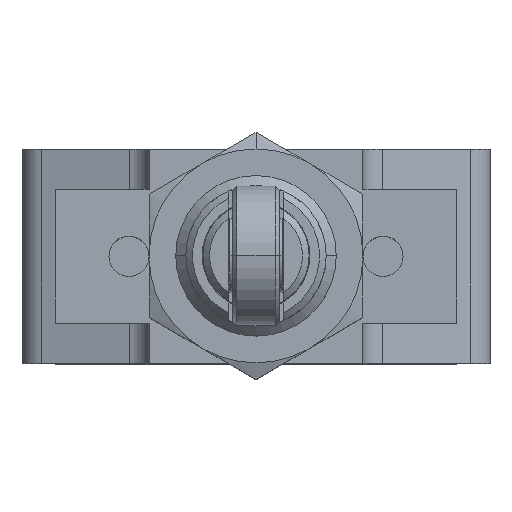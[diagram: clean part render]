
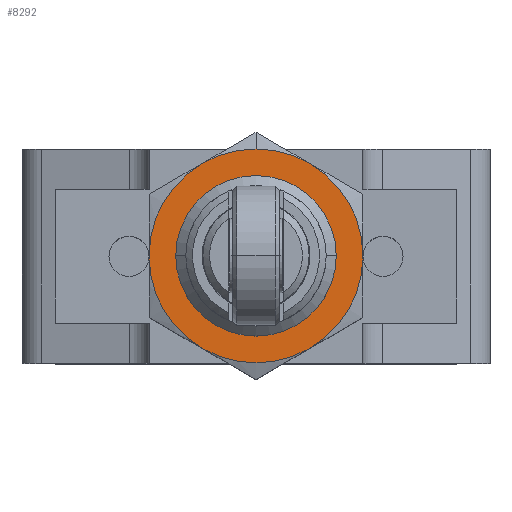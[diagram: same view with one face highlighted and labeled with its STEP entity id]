
A CAD part, top view. The second image highlights one B-rep face of the part: STEP entity #8292.
In plain terms, the highlighted planar face has unit normal (0, 0, 1).
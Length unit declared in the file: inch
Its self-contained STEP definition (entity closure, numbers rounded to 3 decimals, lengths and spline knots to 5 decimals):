
#109 = ORIENTED_EDGE ( 'NONE', *, *, #677, .T. ) ;
#677 = EDGE_CURVE ( 'NONE', #2835, #6548, #4709, .T. ) ;
#776 = CIRCLE ( 'NONE', #6663, 0.31496 ) ;
#803 = CARTESIAN_POINT ( 'NONE',  ( 0., -0.31496, 0.99213 ) ) ;
#951 = CARTESIAN_POINT ( 'NONE',  ( 0., -0.31496, 0.99213 ) ) ;
#968 = CIRCLE ( 'NONE', #1600, 0.31496 ) ;
#1006 = DIRECTION ( 'NONE',  ( 1., 0., 0. ) ) ;
#1062 = CARTESIAN_POINT ( 'NONE',  ( 0., -0.31496, 0.99213 ) ) ;
#1135 = EDGE_CURVE ( 'NONE', #3376, #6554, #4817, .T. ) ;
#1234 = DIRECTION ( 'NONE',  ( 0., 1., 0. ) ) ;
#1329 = VERTEX_POINT ( 'NONE', #6209 ) ;
#1355 = CARTESIAN_POINT ( 'NONE',  ( 0., -0.31496, 0.99213 ) ) ;
#1600 = AXIS2_PLACEMENT_3D ( 'NONE', #951, #4516, #5276 ) ;
#1656 = CARTESIAN_POINT ( 'NONE',  ( 0.15748, -0.58772, 0.99213 ) ) ;
#1797 = AXIS2_PLACEMENT_3D ( 'NONE', #3584, #9658, #4411 ) ;
#1916 = DIRECTION ( 'NONE',  ( 0., 0., 1. ) ) ;
#1950 = ORIENTED_EDGE ( 'NONE', *, *, #3142, .T. ) ;
#1984 = ORIENTED_EDGE ( 'NONE', *, *, #2705, .T. ) ;
#2611 = AXIS2_PLACEMENT_3D ( 'NONE', #9164, #8368, #4835 ) ;
#2705 = EDGE_CURVE ( 'NONE', #5314, #1329, #8785, .T. ) ;
#2806 = DIRECTION ( 'NONE',  ( 0., 1., 0. ) ) ;
#2835 = VERTEX_POINT ( 'NONE', #6730 ) ;
#2880 = CIRCLE ( 'NONE', #1797, 0.23622 ) ;
#3142 = EDGE_CURVE ( 'NONE', #6554, #2835, #968, .T. ) ;
#3376 = VERTEX_POINT ( 'NONE', #8146 ) ;
#3555 = EDGE_LOOP ( 'NONE', ( #11212, #7240 ) ) ;
#3576 = DIRECTION ( 'NONE',  ( 0., 1., 0. ) ) ;
#3584 = CARTESIAN_POINT ( 'NONE',  ( 0., -0.31496, 0.99213 ) ) ;
#3620 = FACE_OUTER_BOUND ( 'NONE', #8710, .T. ) ;
#3659 = AXIS2_PLACEMENT_3D ( 'NONE', #1062, #8054, #2806 ) ;
#3709 = EDGE_CURVE ( 'NONE', #5129, #3376, #8792, .T. ) ;
#3841 = DIRECTION ( 'NONE',  ( 0., 0., 1. ) ) ;
#4285 = DIRECTION ( 'NONE',  ( 0., -1., 0. ) ) ;
#4411 = DIRECTION ( 'NONE',  ( 0., 1., 0. ) ) ;
#4516 = DIRECTION ( 'NONE',  ( 0., 0., 1. ) ) ;
#4594 = DIRECTION ( 'NONE',  ( 0., 0., 1. ) ) ;
#4666 = CARTESIAN_POINT ( 'NONE',  ( 0., -0.55118, 0.99213 ) ) ;
#4709 = CIRCLE ( 'NONE', #7893, 0.31496 ) ;
#4817 = CIRCLE ( 'NONE', #5911, 0.31496 ) ;
#4835 = DIRECTION ( 'NONE',  ( 1., 0., 0. ) ) ;
#4953 = PLANE ( 'NONE',  #10190 ) ;
#5048 = ORIENTED_EDGE ( 'NONE', *, *, #10964, .T. ) ;
#5129 = VERTEX_POINT ( 'NONE', #9269 ) ;
#5206 = CARTESIAN_POINT ( 'NONE',  ( 0., -0.31496, 0.99213 ) ) ;
#5276 = DIRECTION ( 'NONE',  ( 0., 1., 0. ) ) ;
#5314 = VERTEX_POINT ( 'NONE', #8427 ) ;
#5720 = EDGE_CURVE ( 'NONE', #1329, #5129, #776, .T. ) ;
#5911 = AXIS2_PLACEMENT_3D ( 'NONE', #1355, #9229, #10110 ) ;
#6209 = CARTESIAN_POINT ( 'NONE',  ( 0.15748, -0.0422, 0.99213 ) ) ;
#6306 = ORIENTED_EDGE ( 'NONE', *, *, #5720, .T. ) ;
#6548 = VERTEX_POINT ( 'NONE', #1656 ) ;
#6554 = VERTEX_POINT ( 'NONE', #10445 ) ;
#6663 = AXIS2_PLACEMENT_3D ( 'NONE', #803, #10525, #3576 ) ;
#6730 = CARTESIAN_POINT ( 'NONE',  ( -0.15748, -0.58772, 0.99213 ) ) ;
#6771 = FACE_BOUND ( 'NONE', #3555, .T. ) ;
#7240 = ORIENTED_EDGE ( 'NONE', *, *, #9305, .T. ) ;
#7860 = CARTESIAN_POINT ( 'NONE',  ( 0., -0.07874, 0.99213 ) ) ;
#7893 = AXIS2_PLACEMENT_3D ( 'NONE', #9063, #3841, #1234 ) ;
#7966 = AXIS2_PLACEMENT_3D ( 'NONE', #7998, #1916, #1006 ) ;
#7978 = CIRCLE ( 'NONE', #7966, 0.31496 ) ;
#7998 = CARTESIAN_POINT ( 'NONE',  ( 0., -0.31496, 0.99213 ) ) ;
#8054 = DIRECTION ( 'NONE',  ( 0., 0., -1. ) ) ;
#8146 = CARTESIAN_POINT ( 'NONE',  ( -0.15748, -0.0422, 0.99213 ) ) ;
#8162 = CIRCLE ( 'NONE', #3659, 0.23622 ) ;
#8292 = ADVANCED_FACE ( 'NONE', ( #6771, #3620 ), #4953, .T. ) ;
#8368 = DIRECTION ( 'NONE',  ( 0., 0., 1. ) ) ;
#8427 = CARTESIAN_POINT ( 'NONE',  ( 0.31496, -0.31496, 0.99213 ) ) ;
#8689 = AXIS2_PLACEMENT_3D ( 'NONE', #10714, #4594, #9790 ) ;
#8710 = EDGE_LOOP ( 'NONE', ( #109, #5048, #1984, #6306, #10969, #9332, #1950 ) ) ;
#8785 = CIRCLE ( 'NONE', #2611, 0.31496 ) ;
#8792 = CIRCLE ( 'NONE', #8689, 0.31496 ) ;
#9015 = VERTEX_POINT ( 'NONE', #7860 ) ;
#9063 = CARTESIAN_POINT ( 'NONE',  ( 0., -0.31496, 0.99213 ) ) ;
#9164 = CARTESIAN_POINT ( 'NONE',  ( 0., -0.31496, 0.99213 ) ) ;
#9229 = DIRECTION ( 'NONE',  ( 0., 0., 1. ) ) ;
#9269 = CARTESIAN_POINT ( 'NONE',  ( 0., 0., 0.99213 ) ) ;
#9305 = EDGE_CURVE ( 'NONE', #10518, #9015, #2880, .T. ) ;
#9332 = ORIENTED_EDGE ( 'NONE', *, *, #1135, .T. ) ;
#9563 = DIRECTION ( 'NONE',  ( 0., 0., 1. ) ) ;
#9658 = DIRECTION ( 'NONE',  ( 0., 0., -1. ) ) ;
#9790 = DIRECTION ( 'NONE',  ( 0., 1., 0. ) ) ;
#10110 = DIRECTION ( 'NONE',  ( 0., 1., 0. ) ) ;
#10190 = AXIS2_PLACEMENT_3D ( 'NONE', #5206, #9563, #4285 ) ;
#10445 = CARTESIAN_POINT ( 'NONE',  ( -0.31496, -0.31496, 0.99213 ) ) ;
#10518 = VERTEX_POINT ( 'NONE', #4666 ) ;
#10525 = DIRECTION ( 'NONE',  ( 0., 0., 1. ) ) ;
#10579 = EDGE_CURVE ( 'NONE', #9015, #10518, #8162, .T. ) ;
#10714 = CARTESIAN_POINT ( 'NONE',  ( 0., -0.31496, 0.99213 ) ) ;
#10964 = EDGE_CURVE ( 'NONE', #6548, #5314, #7978, .T. ) ;
#10969 = ORIENTED_EDGE ( 'NONE', *, *, #3709, .T. ) ;
#11212 = ORIENTED_EDGE ( 'NONE', *, *, #10579, .T. ) ;
